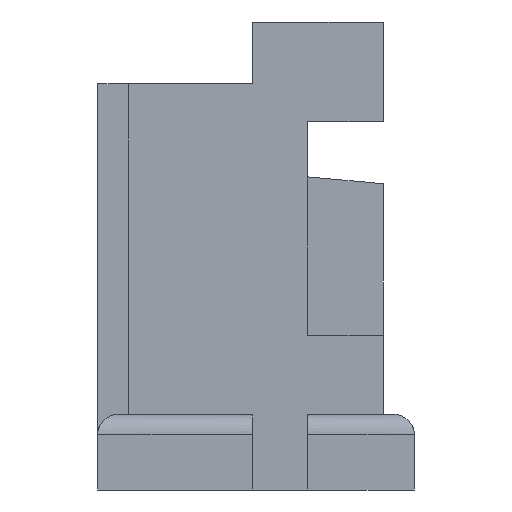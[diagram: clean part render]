
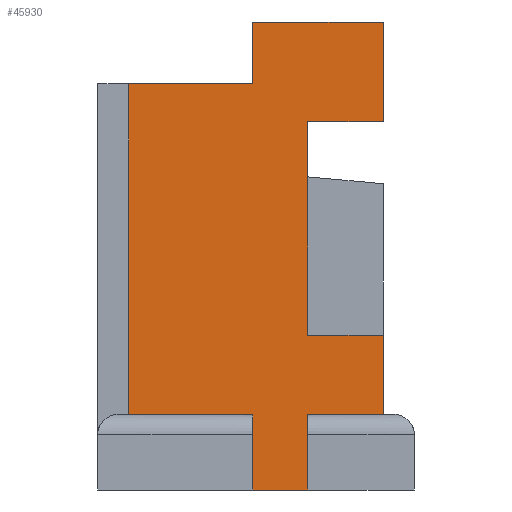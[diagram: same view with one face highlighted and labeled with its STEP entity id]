
A CAD part, left-side view. The second image highlights one B-rep face of the part: STEP entity #45930.
In plain terms, the highlighted planar face has unit normal (-1, 0, 0).
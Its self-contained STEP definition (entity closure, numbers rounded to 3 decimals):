
#9770=CARTESIAN_POINT('',(-7.363,-0.23,-0.9));
#9780=VERTEX_POINT('',#9770);
#9810=CARTESIAN_POINT('',(-7.363,0.,-0.9));
#9820=DIRECTION('',(0.,1.,0.));
#9830=VECTOR('',#9820,1.);
#9840=LINE('',#9810,#9830);
#9850=CARTESIAN_POINT('',(-7.363,1.57,-0.9));
#9860=VERTEX_POINT('',#9850);
#9870=EDGE_CURVE('',#9780,#9860,#9840,.T.);
#17230=CARTESIAN_POINT('',(-7.363,-2.13,-1.45));
#17240=VERTEX_POINT('',#17230);
#17270=CARTESIAN_POINT('',(-7.363,-2.13,0.));
#17280=DIRECTION('',(0.,0.,-1.));
#17290=VECTOR('',#17280,1.);
#17300=LINE('',#17270,#17290);
#17310=CARTESIAN_POINT('',(-7.363,-2.13,0.));
#17320=VERTEX_POINT('',#17310);
#17330=EDGE_CURVE('',#17320,#17240,#17300,.T.);
#17580=CARTESIAN_POINT('',(-7.363,0.,0.));
#17590=DIRECTION('',(0.,-1.,0.));
#17600=VECTOR('',#17590,1.);
#17610=LINE('',#17580,#17600);
#17620=CARTESIAN_POINT('',(-7.363,-0.23,0.));
#17630=VERTEX_POINT('',#17620);
#17640=EDGE_CURVE('',#17630,#17320,#17610,.T.);
#17800=CARTESIAN_POINT('',(-7.363,0.,-4.55));
#17810=DIRECTION('',(0.,1.,0.));
#17820=VECTOR('',#17810,1.);
#17830=LINE('',#17800,#17820);
#17840=CARTESIAN_POINT('',(-7.363,-2.13,-4.55));
#17850=VERTEX_POINT('',#17840);
#17860=CARTESIAN_POINT('',(-7.363,-1.03,-4.55));
#17870=VERTEX_POINT('',#17860);
#17880=EDGE_CURVE('',#17850,#17870,#17830,.T.);
#19810=CARTESIAN_POINT('',(-7.363,-1.03,0.));
#19820=DIRECTION('',(0.,0.,-1.));
#19830=VECTOR('',#19820,1.);
#19840=LINE('',#19810,#19830);
#19850=CARTESIAN_POINT('',(-7.363,-1.03,-1.45));
#19860=VERTEX_POINT('',#19850);
#19870=EDGE_CURVE('',#19860,#17870,#19840,.T.);
#20180=CARTESIAN_POINT('',(-7.363,0.,-1.45));
#20190=DIRECTION('',(0.,1.,0.));
#20200=VECTOR('',#20190,1.);
#20210=LINE('',#20180,#20200);
#20220=EDGE_CURVE('',#17240,#19860,#20210,.T.);
#23910=CARTESIAN_POINT('',(-7.363,-2.13,-5.7));
#23920=VERTEX_POINT('',#23910);
#23950=CARTESIAN_POINT('',(-7.363,-2.13,0.));
#23960=DIRECTION('',(0.,0.,-1.));
#23970=VECTOR('',#23960,1.);
#23980=LINE('',#23950,#23970);
#23990=EDGE_CURVE('',#17850,#23920,#23980,.T.);
#27100=CARTESIAN_POINT('',(-7.363,-1.03,-5.7));
#27110=VERTEX_POINT('',#27100);
#27270=CARTESIAN_POINT('',(-7.363,-1.03,-6.8));
#27280=VERTEX_POINT('',#27270);
#27310=CARTESIAN_POINT('',(-7.363,-1.03,0.));
#27320=DIRECTION('',(0.,0.,-1.));
#27330=VECTOR('',#27320,1.);
#27340=LINE('',#27310,#27330);
#27350=EDGE_CURVE('',#27110,#27280,#27340,.T.);
#27470=CARTESIAN_POINT('',(-7.363,0.,-5.7));
#27480=DIRECTION('',(0.,-1.,0.));
#27490=VECTOR('',#27480,1.);
#27500=LINE('',#27470,#27490);
#27510=EDGE_CURVE('',#27110,#23920,#27500,.T.);
#31760=CARTESIAN_POINT('',(-7.363,-0.23,-6.8));
#31770=VERTEX_POINT('',#31760);
#31800=CARTESIAN_POINT('',(-7.363,0.,-6.8));
#31810=DIRECTION('',(0.,-1.,0.));
#31820=VECTOR('',#31810,1.);
#31830=LINE('',#31800,#31820);
#31840=EDGE_CURVE('',#31770,#27280,#31830,.T.);
#43470=CARTESIAN_POINT('',(-7.363,-0.23,0.));
#43480=DIRECTION('',(0.,0.,-1.));
#43490=VECTOR('',#43480,1.);
#43500=LINE('',#43470,#43490);
#43510=EDGE_CURVE('',#17630,#9780,#43500,.T.);
#43630=CARTESIAN_POINT('',(-7.363,0.,-5.7));
#43640=DIRECTION('',(0.,-1.,0.));
#43650=VECTOR('',#43640,1.);
#43660=LINE('',#43630,#43650);
#43670=CARTESIAN_POINT('',(-7.363,1.57,-5.7));
#43680=VERTEX_POINT('',#43670);
#43690=CARTESIAN_POINT('',(-7.363,-0.23,-5.7));
#43700=VERTEX_POINT('',#43690);
#43710=EDGE_CURVE('',#43680,#43700,#43660,.T.);
#45450=CARTESIAN_POINT('',(-7.363,-0.23,0.));
#45460=DIRECTION('',(0.,0.,1.));
#45470=VECTOR('',#45460,1.);
#45480=LINE('',#45450,#45470);
#45490=EDGE_CURVE('',#31770,#43700,#45480,.T.);
#45670=CARTESIAN_POINT('',(-7.363,-0.23,-0.9));
#45680=DIRECTION('',(1.,0.,0.));
#45690=DIRECTION('',(0.,-1.,0.));
#45700=AXIS2_PLACEMENT_3D('',#45670,#45680,#45690);
#45710=PLANE('',#45700);
#45720=ORIENTED_EDGE('',*,*,#19870,.F.);
#45730=ORIENTED_EDGE('',*,*,#17880,.T.);
#45740=ORIENTED_EDGE('',*,*,#23990,.F.);
#45750=ORIENTED_EDGE('',*,*,#27510,.T.);
#45760=ORIENTED_EDGE('',*,*,#27350,.F.);
#45770=ORIENTED_EDGE('',*,*,#31840,.T.);
#45780=ORIENTED_EDGE('',*,*,#45490,.F.);
#45790=ORIENTED_EDGE('',*,*,#43710,.T.);
#45800=CARTESIAN_POINT('',(-7.363,1.57,0.));
#45810=DIRECTION('',(0.,0.,1.));
#45820=VECTOR('',#45810,1.);
#45830=LINE('',#45800,#45820);
#45840=EDGE_CURVE('',#43680,#9860,#45830,.T.);
#45850=ORIENTED_EDGE('',*,*,#45840,.F.);
#45860=ORIENTED_EDGE('',*,*,#9870,.T.);
#45870=ORIENTED_EDGE('',*,*,#43510,.T.);
#45880=ORIENTED_EDGE('',*,*,#17640,.F.);
#45890=ORIENTED_EDGE('',*,*,#17330,.F.);
#45900=ORIENTED_EDGE('',*,*,#20220,.F.);
#45910=EDGE_LOOP('',(#45900,#45890,#45880,#45870,#45860,#45850,#45790,
#45780,#45770,#45760,#45750,#45740,#45730,#45720));
#45920=FACE_OUTER_BOUND('',#45910,.T.);
#45930=ADVANCED_FACE('',(#45920),#45710,.F.);
